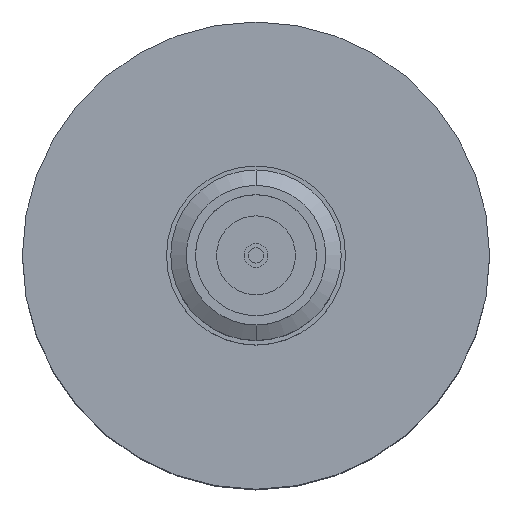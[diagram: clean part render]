
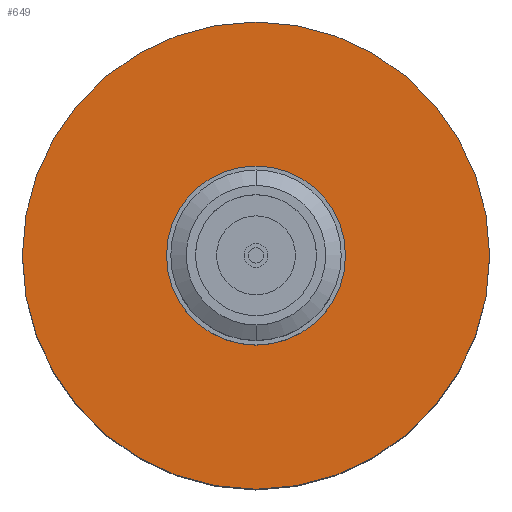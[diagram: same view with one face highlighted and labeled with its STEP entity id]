
A CAD part, top view. The second image highlights one B-rep face of the part: STEP entity #649.
In plain terms, the highlighted planar face has unit normal (0, 0, 1).
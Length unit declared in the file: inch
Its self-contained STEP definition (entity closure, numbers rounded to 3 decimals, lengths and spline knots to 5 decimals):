
#167 = VERTEX_POINT ( 'NONE', #1518 ) ;
#169 = EDGE_CURVE ( 'NONE', #170, #167, #1517, .T. ) ;
#170 = VERTEX_POINT ( 'NONE', #1512 ) ;
#476 = VERTEX_POINT ( 'NONE', #1762 ) ;
#478 = EDGE_CURVE ( 'NONE', #476, #479, #1761, .T. ) ;
#479 = VERTEX_POINT ( 'NONE', #1797 ) ;
#649 = ADVANCED_FACE ( 'NONE', ( #2149, #2148 ), #2147, .T. ) ;
#650 = EDGE_LOOP ( 'NONE', ( #689, #690 ) ) ;
#689 = ORIENTED_EDGE ( 'NONE', *, *, #169, .T. ) ;
#690 = ORIENTED_EDGE ( 'NONE', *, *, #691, .T. ) ;
#691 = EDGE_CURVE ( 'NONE', #167, #170, #2312, .T. ) ;
#692 = EDGE_LOOP ( 'NONE', ( #693, #695 ) ) ;
#693 = ORIENTED_EDGE ( 'NONE', *, *, #694, .F. ) ;
#694 = EDGE_CURVE ( 'NONE', #479, #476, #2307, .T. ) ;
#695 = ORIENTED_EDGE ( 'NONE', *, *, #478, .F. ) ;
#1512 = CARTESIAN_POINT ( 'NONE',  ( 0.355, 0., 0.355 ) ) ;
#1513 = DIRECTION ( 'NONE',  ( 1., 0., 0. ) ) ;
#1514 = DIRECTION ( 'NONE',  ( 0., 0., 1. ) ) ;
#1515 = CARTESIAN_POINT ( 'NONE',  ( 0., 0., 0.355 ) ) ;
#1516 = AXIS2_PLACEMENT_3D ( 'NONE', #1515, #1514, #1513 ) ;
#1517 = CIRCLE ( 'NONE', #1516, 0.355 ) ;
#1518 = CARTESIAN_POINT ( 'NONE',  ( -0.355, 0., 0.355 ) ) ;
#1759 = CARTESIAN_POINT ( 'NONE',  ( 0., 0., 0.355 ) ) ;
#1760 = AXIS2_PLACEMENT_3D ( 'NONE', #1759, #1799, #1798 ) ;
#1761 = CIRCLE ( 'NONE', #1760, 0.136 ) ;
#1762 = CARTESIAN_POINT ( 'NONE',  ( 0.136, 0., 0.355 ) ) ;
#1797 = CARTESIAN_POINT ( 'NONE',  ( -0.136, 0., 0.355 ) ) ;
#1798 = DIRECTION ( 'NONE',  ( 1., 0., 0. ) ) ;
#1799 = DIRECTION ( 'NONE',  ( 0., 0., 1. ) ) ;
#2143 = DIRECTION ( 'NONE',  ( 1., 0., 0. ) ) ;
#2144 = DIRECTION ( 'NONE',  ( 0., 0., 1. ) ) ;
#2145 = CARTESIAN_POINT ( 'NONE',  ( 0., 0., 0.355 ) ) ;
#2146 = AXIS2_PLACEMENT_3D ( 'NONE', #2145, #2144, #2143 ) ;
#2147 = PLANE ( 'NONE',  #2146 ) ;
#2148 = FACE_BOUND ( 'NONE', #692, .T. ) ;
#2149 = FACE_OUTER_BOUND ( 'NONE', #650, .T. ) ;
#2303 = DIRECTION ( 'NONE',  ( 1., 0., 0. ) ) ;
#2304 = DIRECTION ( 'NONE',  ( 0., 0., 1. ) ) ;
#2305 = CARTESIAN_POINT ( 'NONE',  ( 0., 0., 0.355 ) ) ;
#2306 = AXIS2_PLACEMENT_3D ( 'NONE', #2305, #2304, #2303 ) ;
#2307 = CIRCLE ( 'NONE', #2306, 0.136 ) ;
#2308 = DIRECTION ( 'NONE',  ( 1., 0., 0. ) ) ;
#2309 = DIRECTION ( 'NONE',  ( 0., 0., 1. ) ) ;
#2310 = CARTESIAN_POINT ( 'NONE',  ( 0., 0., 0.355 ) ) ;
#2311 = AXIS2_PLACEMENT_3D ( 'NONE', #2310, #2309, #2308 ) ;
#2312 = CIRCLE ( 'NONE', #2311, 0.355 ) ;
